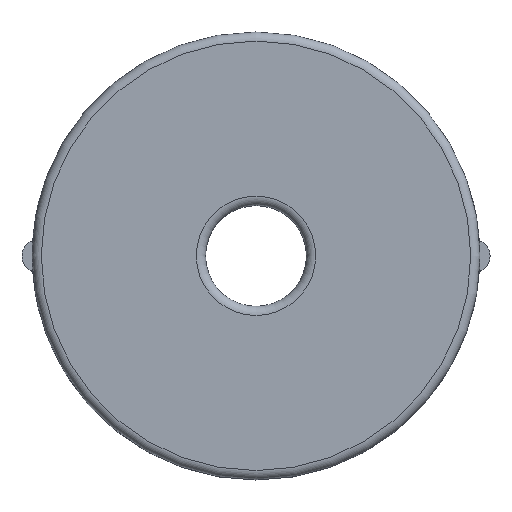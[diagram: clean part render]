
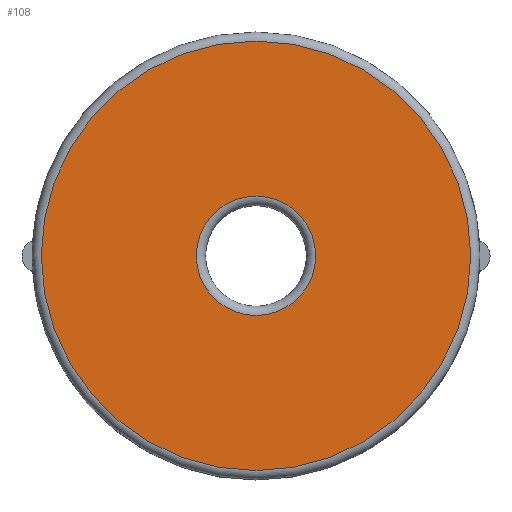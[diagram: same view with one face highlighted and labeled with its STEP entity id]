
A CAD part, top view. The second image highlights one B-rep face of the part: STEP entity #108.
In plain terms, the highlighted planar face has unit normal (0, 0, 1).
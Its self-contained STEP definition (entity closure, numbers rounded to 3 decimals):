
#13=DIRECTION('',(0.,0.,1.));
#24=VERTEX_POINT('',#25);
#25=CARTESIAN_POINT('',(23.55,0.,10.6));
#30=DIRECTION('',(1.,0.,0.));
#37=ORIENTED_EDGE('',*,*,#38,.F.);
#38=EDGE_CURVE('',#24,#24,#39,.T.);
#39=CIRCLE('',#40,11.7);
#40=AXIS2_PLACEMENT_3D('',#41,#13,#30);
#41=CARTESIAN_POINT('',(11.85,0.,10.6));
#55=DIRECTION('',(0.,0.,-1.));
#108=ADVANCED_FACE('',(#109,#116),#118,.F.);
#109=FACE_BOUND('',#110,.F.);
#110=EDGE_LOOP('',(#111));
#111=ORIENTED_EDGE('',*,*,#112,.T.);
#112=EDGE_CURVE('',#113,#113,#115,.T.);
#113=VERTEX_POINT('',#114);
#114=CARTESIAN_POINT('',(15.1,0.,10.6));
#115=CIRCLE('',#40,3.25);
#116=FACE_BOUND('',#117,.F.);
#117=EDGE_LOOP('',(#37));
#118=PLANE('',#119);
#119=AXIS2_PLACEMENT_3D('',#120,#55,#121);
#120=CARTESIAN_POINT('',(24.05,0.,10.6));
#121=DIRECTION('',(-1.,0.,0.));
